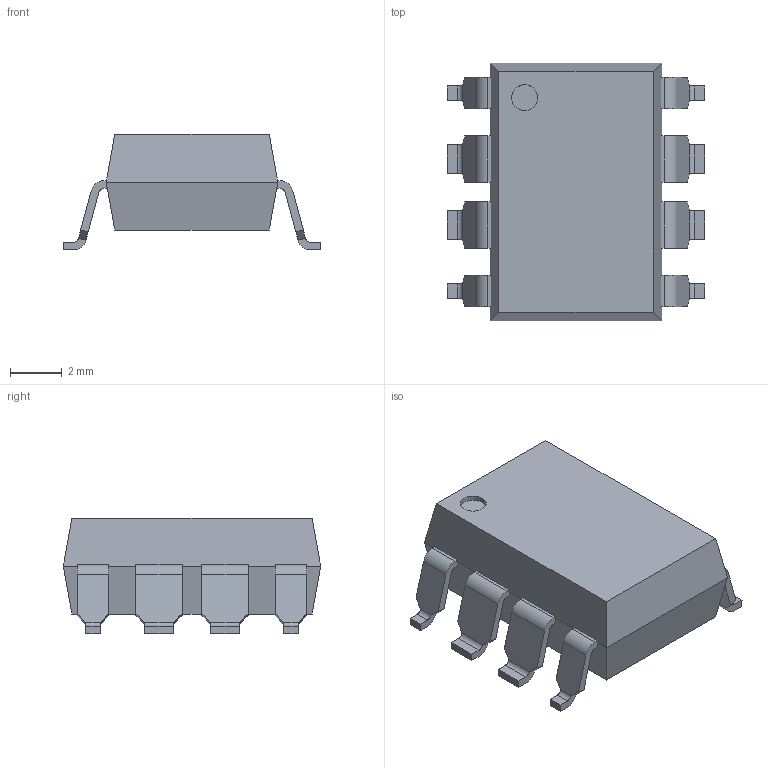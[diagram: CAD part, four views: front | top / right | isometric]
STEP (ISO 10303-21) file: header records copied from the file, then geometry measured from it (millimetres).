
FILE_DESCRIPTION((''),'2;1');
FILE_NAME('AVAGO_HCPL-4504-300E.stp','2013-01-24T13:05:50',(''),(''),'Mechanical Desktop 2011','Mechanical Desktop 2011',', , ');
FILE_SCHEMA(('AUTOMOTIVE_DESIGN { 1 2 10303 214 1 1 1 1 }'));
Length unit declared in the file: millimetre
Products named in the file (1): Product
Bounding box: 9.9 x 9.9 x 4.46 mm (x, y, z)
Volume: 232.1 mm3; surface area: 321.3 mm2
Topology: 9 solids, 9 shells, 157 faces, 378 edges, 240 vertices
Faces by surface type: bspline 72, plane 67, cylinder 18
Entity records: 4744 total; most frequent: CARTESIAN_POINT 1216, ORIENTED_EDGE 756, DIRECTION 618, EDGE_CURVE 378, VECTOR 310, LINE 310, VERTEX_POINT 240, EDGE_LOOP 158
